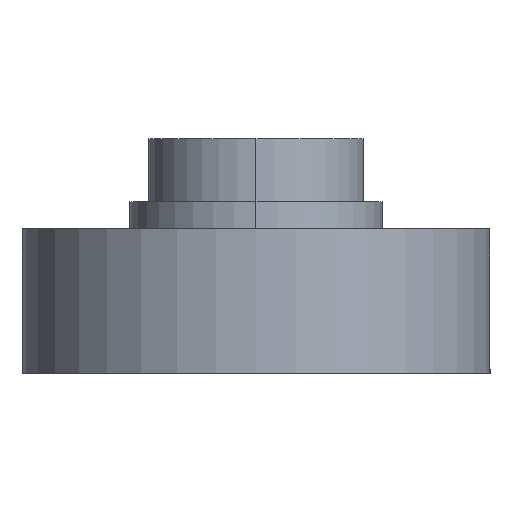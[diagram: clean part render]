
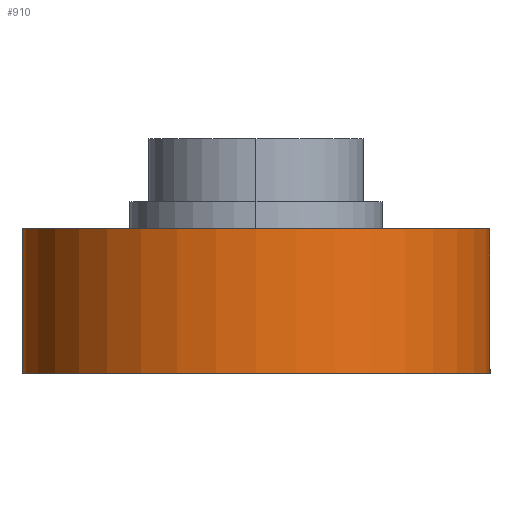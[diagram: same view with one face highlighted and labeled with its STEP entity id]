
A CAD part, left-side view. The second image highlights one B-rep face of the part: STEP entity #910.
In plain terms, the highlighted cylindrical face has radius 330.2 mm (diameter 660.4 mm), a partial arc.
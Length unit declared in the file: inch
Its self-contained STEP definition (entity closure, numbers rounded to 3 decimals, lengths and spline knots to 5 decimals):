
#117=CARTESIAN_POINT('',(0.,0.,-2.));
#118=DIRECTION('',(0.,0.,-1.));
#119=DIRECTION('',(0.616,-0.788,0.));
#120=AXIS2_PLACEMENT_3D('',#117,#118,#119);
#226=DIRECTION('',(0.,0.,-1.));
#227=VECTOR('',#226,8.);
#228=CARTESIAN_POINT('',(8.00579,10.24242,6.));
#229=LINE('',#228,#227);
#235=DIRECTION('',(0.,0.,-1.));
#236=VECTOR('',#235,8.);
#237=CARTESIAN_POINT('',(8.00579,-10.24242,6.));
#238=LINE('',#237,#236);
#239=CARTESIAN_POINT('',(0.,0.,6.));
#240=DIRECTION('',(0.,0.,1.));
#241=DIRECTION('',(0.616,0.788,0.));
#242=AXIS2_PLACEMENT_3D('',#239,#240,#241);
#521=CARTESIAN_POINT('',(8.00579,10.24242,6.));
#522=CARTESIAN_POINT('',(8.00579,-10.24242,6.));
#523=VERTEX_POINT('',#521);
#524=VERTEX_POINT('',#522);
#541=CARTESIAN_POINT('',(8.00579,-10.24242,-2.));
#542=VERTEX_POINT('',#541);
#543=CARTESIAN_POINT('',(8.00579,10.24242,-2.));
#544=VERTEX_POINT('',#543);
#898=CARTESIAN_POINT('',(0.,0.,0.));
#899=DIRECTION('',(0.,0.,1.));
#900=DIRECTION('',(1.,0.,0.));
#901=AXIS2_PLACEMENT_3D('',#898,#899,#900);
#902=CYLINDRICAL_SURFACE('',#901,13.);
#904=ORIENTED_EDGE('',*,*,#903,.T.);
#905=ORIENTED_EDGE('',*,*,#778,.T.);
#906=ORIENTED_EDGE('',*,*,#890,.F.);
#907=ORIENTED_EDGE('',*,*,#626,.T.);
#908=EDGE_LOOP('',(#904,#905,#906,#907));
#909=FACE_OUTER_BOUND('',#908,.F.);
#910=ADVANCED_FACE('',(#909),#902,.T.);
#121=CIRCLE('',#120,13.);
#243=CIRCLE('',#242,13.);
#626=EDGE_CURVE('',#523,#524,#243,.T.);
#778=EDGE_CURVE('',#542,#544,#121,.T.);
#890=EDGE_CURVE('',#523,#544,#229,.T.);
#903=EDGE_CURVE('',#524,#542,#238,.T.);
